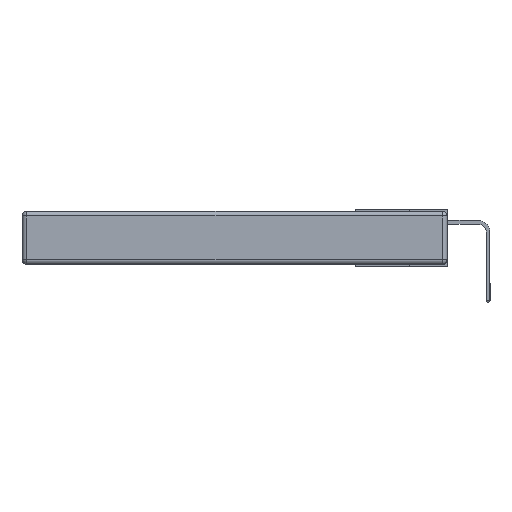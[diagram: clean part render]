
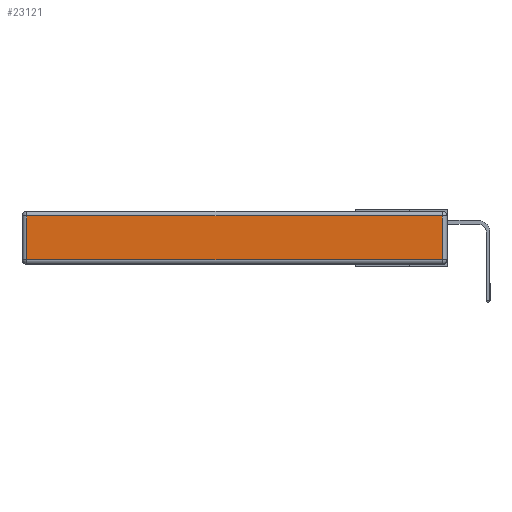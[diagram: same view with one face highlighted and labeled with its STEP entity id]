
A CAD part, left-side view. The second image highlights one B-rep face of the part: STEP entity #23121.
In plain terms, the highlighted planar face has unit normal (-1, 0, 0).
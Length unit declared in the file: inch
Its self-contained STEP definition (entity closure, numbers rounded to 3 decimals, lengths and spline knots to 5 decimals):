
#770 = DIRECTION ( 'NONE',  ( 0., 0., -1. ) ) ;
#2098 = ORIENTED_EDGE ( 'NONE', *, *, #13922, .T. ) ;
#2591 = LINE ( 'NONE', #24178, #22136 ) ;
#2691 = EDGE_CURVE ( 'NONE', #13796, #4046, #2591, .T. ) ;
#2799 = ORIENTED_EDGE ( 'NONE', *, *, #14025, .T. ) ;
#3000 = PLANE ( 'NONE',  #18209 ) ;
#4046 = VERTEX_POINT ( 'NONE', #30801 ) ;
#6798 = LINE ( 'NONE', #24967, #15986 ) ;
#8459 = CARTESIAN_POINT ( 'NONE',  ( 0., 2.75, -0.03 ) ) ;
#9758 = VECTOR ( 'NONE', #20548, 39.37008 ) ;
#9788 = CARTESIAN_POINT ( 'NONE',  ( 0., 2.72, -0.03 ) ) ;
#11019 = LINE ( 'NONE', #8459, #16756 ) ;
#13272 = CARTESIAN_POINT ( 'NONE',  ( 0., 0., -0.343 ) ) ;
#13796 = VERTEX_POINT ( 'NONE', #27996 ) ;
#13922 = EDGE_CURVE ( 'NONE', #23828, #17465, #6798, .T. ) ;
#14025 = EDGE_CURVE ( 'NONE', #4046, #23828, #11019, .T. ) ;
#14399 = DIRECTION ( 'NONE',  ( 0., 0., 1. ) ) ;
#15422 = DIRECTION ( 'NONE',  ( -1., 0., 0. ) ) ;
#15986 = VECTOR ( 'NONE', #770, 39.37008 ) ;
#16305 = LINE ( 'NONE', #25384, #9758 ) ;
#16756 = VECTOR ( 'NONE', #28024, 39.37008 ) ;
#17465 = VERTEX_POINT ( 'NONE', #22674 ) ;
#17843 = EDGE_LOOP ( 'NONE', ( #22372, #25579, #2799, #2098 ) ) ;
#18209 = AXIS2_PLACEMENT_3D ( 'NONE', #13272, #15422, #20228 ) ;
#20228 = DIRECTION ( 'NONE',  ( 0., 0., 1. ) ) ;
#20548 = DIRECTION ( 'NONE',  ( 0., -1., 0. ) ) ;
#20974 = EDGE_CURVE ( 'NONE', #17465, #13796, #16305, .T. ) ;
#22136 = VECTOR ( 'NONE', #14399, 39.37008 ) ;
#22372 = ORIENTED_EDGE ( 'NONE', *, *, #20974, .T. ) ;
#22674 = CARTESIAN_POINT ( 'NONE',  ( 0., 2.72, -0.313 ) ) ;
#23121 = ADVANCED_FACE ( 'NONE', ( #26479 ), #3000, .T. ) ;
#23828 = VERTEX_POINT ( 'NONE', #9788 ) ;
#24178 = CARTESIAN_POINT ( 'NONE',  ( 0., 0.03, -0.343 ) ) ;
#24967 = CARTESIAN_POINT ( 'NONE',  ( 0., 2.72, -0.343 ) ) ;
#25384 = CARTESIAN_POINT ( 'NONE',  ( 0., 0., -0.313 ) ) ;
#25579 = ORIENTED_EDGE ( 'NONE', *, *, #2691, .T. ) ;
#26479 = FACE_OUTER_BOUND ( 'NONE', #17843, .T. ) ;
#27996 = CARTESIAN_POINT ( 'NONE',  ( 0., 0.03, -0.313 ) ) ;
#28024 = DIRECTION ( 'NONE',  ( 0., 1., 0. ) ) ;
#30801 = CARTESIAN_POINT ( 'NONE',  ( 0., 0.03, -0.03 ) ) ;
